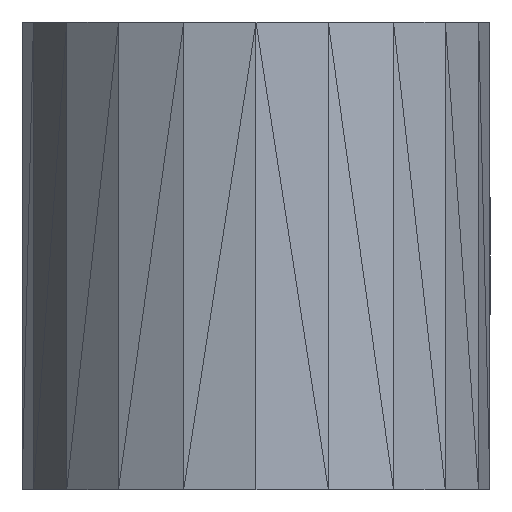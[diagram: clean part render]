
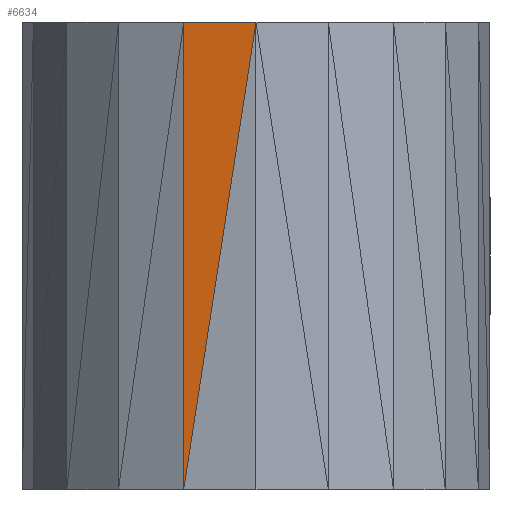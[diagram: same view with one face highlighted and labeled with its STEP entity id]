
A CAD part, left-side view. The second image highlights one B-rep face of the part: STEP entity #6634.
In plain terms, the highlighted face is planar.
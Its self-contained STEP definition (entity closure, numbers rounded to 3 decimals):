
#5238 = VERTEX_POINT('',#5239);
#5239 = CARTESIAN_POINT('',(0.382,10.21,0.));
#5258 = PLANE('',#5259);
#5259 = AXIS2_PLACEMENT_3D('',#5260,#5261,#5262);
#5260 = CARTESIAN_POINT('',(0.103,8.449,7.237
    ));
#5261 = DIRECTION('',(0.988,-0.156,0.
    ));
#5262 = DIRECTION('',(0.156,0.988,0.));
#5341 = PLANE('',#5342);
#5342 = AXIS2_PLACEMENT_3D('',#5343,#5344,#5345);
#5343 = CARTESIAN_POINT('',(0.68,10.796,7.237
    ));
#5344 = DIRECTION('',(-0.891,0.454,0.
    ));
#5345 = DIRECTION('',(-0.454,-0.891,0.));
#6588 = VERTEX_POINT('',#6589);
#6589 = CARTESIAN_POINT('',(0.,7.8,15.6));
#6609 = EDGE_CURVE('',#6588,#5238,#6610,.T.);
#6610 = SURFACE_CURVE('',#6611,(#6615,#6622),.PCURVE_S1.);
#6611 = LINE('',#6612,#6613);
#6612 = CARTESIAN_POINT('',(0.,7.8,15.6));
#6613 = VECTOR('',#6614,1.);
#6614 = DIRECTION('',(0.024,0.153,-0.988
    ));
#6615 = PCURVE('',#5258,#6616);
#6616 = DEFINITIONAL_REPRESENTATION('',(#6617),#6621);
#6617 = LINE('',#6618,#6619);
#6618 = CARTESIAN_POINT('',(-0.658,8.363));
#6619 = VECTOR('',#6620,1.);
#6620 = DIRECTION('',(0.155,-0.988));
#6621 = ( GEOMETRIC_REPRESENTATION_CONTEXT(2) 
PARAMETRIC_REPRESENTATION_CONTEXT() REPRESENTATION_CONTEXT('2D SPACE',''
  ) );
#6622 = PCURVE('',#6623,#6628);
#6623 = PLANE('',#6624);
#6624 = AXIS2_PLACEMENT_3D('',#6625,#6626,#6627);
#6625 = CARTESIAN_POINT('',(0.382,10.21,0.));
#6626 = DIRECTION('',(0.988,-0.156,0.));
#6627 = DIRECTION('',(0.156,0.988,0.));
#6628 = DEFINITIONAL_REPRESENTATION('',(#6629),#6632);
#6629 = B_SPLINE_CURVE_WITH_KNOTS('',1,(#6630,#6631),.UNSPECIFIED.,.F.,
  .F.,(2,2),(0.,15.79),.PIECEWISE_BEZIER_KNOTS.);
#6630 = CARTESIAN_POINT('',(-2.44,15.6));
#6631 = CARTESIAN_POINT('',(0.,0.));
#6632 = ( GEOMETRIC_REPRESENTATION_CONTEXT(2) 
PARAMETRIC_REPRESENTATION_CONTEXT() REPRESENTATION_CONTEXT('2D SPACE',''
  ) );
#6634 = ADVANCED_FACE('',(#6635),#6623,.T.);
#6635 = FACE_BOUND('',#6636,.F.);
#6636 = EDGE_LOOP('',(#6637,#6638,#6665));
#6637 = ORIENTED_EDGE('',*,*,#6609,.F.);
#6638 = ORIENTED_EDGE('',*,*,#6639,.T.);
#6639 = EDGE_CURVE('',#6588,#6640,#6642,.T.);
#6640 = VERTEX_POINT('',#6641);
#6641 = CARTESIAN_POINT('',(0.382,10.21,
    15.6));
#6642 = SURFACE_CURVE('',#6643,(#6647,#6654),.PCURVE_S1.);
#6643 = LINE('',#6644,#6645);
#6644 = CARTESIAN_POINT('',(0.,7.8,15.6));
#6645 = VECTOR('',#6646,1.);
#6646 = DIRECTION('',(0.156,0.988,0.));
#6647 = PCURVE('',#6623,#6648);
#6648 = DEFINITIONAL_REPRESENTATION('',(#6649),#6653);
#6649 = LINE('',#6650,#6651);
#6650 = CARTESIAN_POINT('',(-2.44,15.6));
#6651 = VECTOR('',#6652,1.);
#6652 = DIRECTION('',(1.,0.));
#6653 = ( GEOMETRIC_REPRESENTATION_CONTEXT(2) 
PARAMETRIC_REPRESENTATION_CONTEXT() REPRESENTATION_CONTEXT('2D SPACE',''
  ) );
#6654 = PCURVE('',#6655,#6660);
#6655 = PLANE('',#6656);
#6656 = AXIS2_PLACEMENT_3D('',#6657,#6658,#6659);
#6657 = CARTESIAN_POINT('',(0.382,10.21,
    15.6));
#6658 = DIRECTION('',(0.,0.,-1.));
#6659 = DIRECTION('',(-1.,0.,0.));
#6660 = DEFINITIONAL_REPRESENTATION('',(#6661),#6664);
#6661 = B_SPLINE_CURVE_WITH_KNOTS('',1,(#6662,#6663),.UNSPECIFIED.,.F.,
  .F.,(2,2),(0.,2.44),.PIECEWISE_BEZIER_KNOTS.);
#6662 = CARTESIAN_POINT('',(0.382,-2.41));
#6663 = CARTESIAN_POINT('',(0.,0.));
#6664 = ( GEOMETRIC_REPRESENTATION_CONTEXT(2) 
PARAMETRIC_REPRESENTATION_CONTEXT() REPRESENTATION_CONTEXT('2D SPACE',''
  ) );
#6665 = ORIENTED_EDGE('',*,*,#6666,.T.);
#6666 = EDGE_CURVE('',#6640,#5238,#6667,.T.);
#6667 = SURFACE_CURVE('',#6668,(#6672,#6679),.PCURVE_S1.);
#6668 = LINE('',#6669,#6670);
#6669 = CARTESIAN_POINT('',(0.382,10.21,
    15.6));
#6670 = VECTOR('',#6671,1.);
#6671 = DIRECTION('',(0.,0.,-1.));
#6672 = PCURVE('',#6623,#6673);
#6673 = DEFINITIONAL_REPRESENTATION('',(#6674),#6678);
#6674 = LINE('',#6675,#6676);
#6675 = CARTESIAN_POINT('',(0.,15.6));
#6676 = VECTOR('',#6677,1.);
#6677 = DIRECTION('',(0.,-1.));
#6678 = ( GEOMETRIC_REPRESENTATION_CONTEXT(2) 
PARAMETRIC_REPRESENTATION_CONTEXT() REPRESENTATION_CONTEXT('2D SPACE',''
  ) );
#6679 = PCURVE('',#5341,#6680);
#6680 = DEFINITIONAL_REPRESENTATION('',(#6681),#6684);
#6681 = B_SPLINE_CURVE_WITH_KNOTS('',1,(#6682,#6683),.UNSPECIFIED.,.F.,
  .F.,(2,2),(0.,15.6),.PIECEWISE_BEZIER_KNOTS.);
#6682 = CARTESIAN_POINT('',(0.658,8.363));
#6683 = CARTESIAN_POINT('',(0.658,-7.237));
#6684 = ( GEOMETRIC_REPRESENTATION_CONTEXT(2) 
PARAMETRIC_REPRESENTATION_CONTEXT() REPRESENTATION_CONTEXT('2D SPACE',''
  ) );
